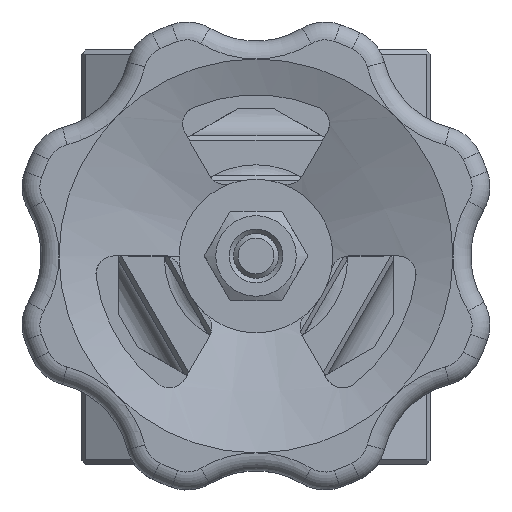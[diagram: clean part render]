
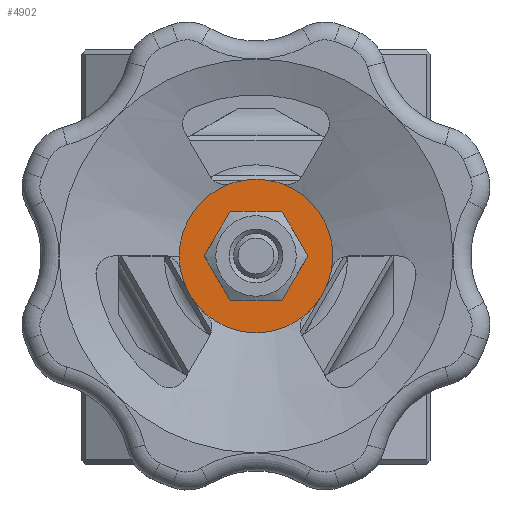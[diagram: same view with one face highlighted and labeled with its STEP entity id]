
A CAD part, top view. The second image highlights one B-rep face of the part: STEP entity #4902.
In plain terms, the highlighted face is planar.
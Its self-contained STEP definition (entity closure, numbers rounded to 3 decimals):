
#436=CIRCLE('',#5473,8.573);
#438=CIRCLE('',#5475,8.573);
#440=CIRCLE('',#5477,8.573);
#454=CIRCLE('',#5499,3.75);
#455=CIRCLE('',#5500,3.75);
#456=CIRCLE('',#5501,3.75);
#457=CIRCLE('',#5502,3.75);
#458=CIRCLE('',#5503,8.573);
#459=CIRCLE('',#5504,8.573);
#460=CIRCLE('',#5505,8.573);
#1519=ORIENTED_EDGE('',*,*,#2538,.T.);
#1520=ORIENTED_EDGE('',*,*,#2539,.T.);
#1521=ORIENTED_EDGE('',*,*,#2540,.T.);
#1522=ORIENTED_EDGE('',*,*,#2541,.T.);
#1523=ORIENTED_EDGE('',*,*,#2542,.T.);
#1524=ORIENTED_EDGE('',*,*,#2543,.T.);
#1525=ORIENTED_EDGE('',*,*,#2544,.T.);
#1526=ORIENTED_EDGE('',*,*,#2545,.T.);
#1527=ORIENTED_EDGE('',*,*,#2503,.T.);
#1528=ORIENTED_EDGE('',*,*,#2546,.T.);
#1529=ORIENTED_EDGE('',*,*,#2495,.T.);
#1530=ORIENTED_EDGE('',*,*,#2547,.T.);
#1531=ORIENTED_EDGE('',*,*,#2487,.T.);
#1532=ORIENTED_EDGE('',*,*,#2548,.T.);
#2487=EDGE_CURVE('',#3062,#3061,#436,.T.);
#2495=EDGE_CURVE('',#3070,#3069,#438,.T.);
#2503=EDGE_CURVE('',#3078,#3077,#440,.T.);
#2538=EDGE_CURVE('',#3104,#3105,#3466,.T.);
#2539=EDGE_CURVE('',#3105,#3106,#454,.T.);
#2540=EDGE_CURVE('',#3106,#3107,#3467,.T.);
#2541=EDGE_CURVE('',#3107,#3108,#455,.T.);
#2542=EDGE_CURVE('',#3108,#3109,#3468,.T.);
#2543=EDGE_CURVE('',#3109,#3110,#456,.T.);
#2544=EDGE_CURVE('',#3110,#3111,#3469,.T.);
#2545=EDGE_CURVE('',#3111,#3104,#457,.T.);
#2546=EDGE_CURVE('',#3077,#3070,#458,.T.);
#2547=EDGE_CURVE('',#3069,#3062,#459,.T.);
#2548=EDGE_CURVE('',#3061,#3078,#460,.T.);
#3061=VERTEX_POINT('',#8672);
#3062=VERTEX_POINT('',#8674);
#3069=VERTEX_POINT('',#8704);
#3070=VERTEX_POINT('',#8706);
#3077=VERTEX_POINT('',#8736);
#3078=VERTEX_POINT('',#8738);
#3104=VERTEX_POINT('',#8811);
#3105=VERTEX_POINT('',#8812);
#3106=VERTEX_POINT('',#8814);
#3107=VERTEX_POINT('',#8816);
#3108=VERTEX_POINT('',#8818);
#3109=VERTEX_POINT('',#8820);
#3110=VERTEX_POINT('',#8822);
#3111=VERTEX_POINT('',#8824);
#3466=LINE('',#8810,#3844);
#3467=LINE('',#8815,#3845);
#3468=LINE('',#8819,#3846);
#3469=LINE('',#8823,#3847);
#3844=VECTOR('',#6730,1000.);
#3845=VECTOR('',#6733,1000.);
#3846=VECTOR('',#6736,1000.);
#3847=VECTOR('',#6739,1000.);
#4123=EDGE_LOOP('',(#1519,#1520,#1521,#1522,#1523,#1524,#1525,#1526));
#4124=EDGE_LOOP('',(#1527,#1528,#1529,#1530,#1531,#1532));
#4460=FACE_BOUND('',#4123,.T.);
#4461=FACE_BOUND('',#4124,.T.);
#4700=PLANE('',#5498);
#4902=ADVANCED_FACE('',(#4460,#4461),#4700,.F.);
#5473=AXIS2_PLACEMENT_3D('',#8673,#6654,#6655);
#5475=AXIS2_PLACEMENT_3D('',#8705,#6660,#6661);
#5477=AXIS2_PLACEMENT_3D('',#8737,#6666,#6667);
#5498=AXIS2_PLACEMENT_3D('',#8809,#6728,#6729);
#5499=AXIS2_PLACEMENT_3D('',#8813,#6731,#6732);
#5500=AXIS2_PLACEMENT_3D('',#8817,#6734,#6735);
#5501=AXIS2_PLACEMENT_3D('',#8821,#6737,#6738);
#5502=AXIS2_PLACEMENT_3D('',#8825,#6740,#6741);
#5503=AXIS2_PLACEMENT_3D('',#8826,#6742,#6743);
#5504=AXIS2_PLACEMENT_3D('',#8827,#6744,#6745);
#5505=AXIS2_PLACEMENT_3D('',#8828,#6746,#6747);
#6654=DIRECTION('',(0.,-1.,0.));
#6655=DIRECTION('',(0.,0.,-1.));
#6660=DIRECTION('',(0.,-1.,0.));
#6661=DIRECTION('',(0.,0.,-1.));
#6666=DIRECTION('',(0.,-1.,0.));
#6667=DIRECTION('',(0.,0.,-1.));
#6728=DIRECTION('',(0.,1.,0.));
#6729=DIRECTION('',(0.,0.,1.));
#6730=DIRECTION('',(1.,0.,0.));
#6731=DIRECTION('',(0.,1.,0.));
#6732=DIRECTION('',(0.,0.,1.));
#6733=DIRECTION('',(0.,0.,-1.));
#6734=DIRECTION('',(0.,1.,0.));
#6735=DIRECTION('',(0.,0.,1.));
#6736=DIRECTION('',(-1.,0.,0.));
#6737=DIRECTION('',(0.,1.,0.));
#6738=DIRECTION('',(0.,0.,1.));
#6739=DIRECTION('',(0.,0.,1.));
#6740=DIRECTION('',(0.,1.,0.));
#6741=DIRECTION('',(0.,0.,1.));
#6742=DIRECTION('',(0.,-1.,0.));
#6743=DIRECTION('',(0.,0.,-1.));
#6744=DIRECTION('',(0.,-1.,0.));
#6745=DIRECTION('',(0.,0.,-1.));
#6746=DIRECTION('',(0.,-1.,0.));
#6747=DIRECTION('',(0.,0.,-1.));
#8672=CARTESIAN_POINT('',(2.804,5.,8.101));
#8673=CARTESIAN_POINT('',(0.,5.,0.));
#8674=CARTESIAN_POINT('',(8.418,5.,-1.622));
#8704=CARTESIAN_POINT('',(5.613,5.,-6.479));
#8705=CARTESIAN_POINT('',(0.,5.,0.));
#8706=CARTESIAN_POINT('',(-5.613,5.,-6.479));
#8736=CARTESIAN_POINT('',(-8.418,5.,-1.622));
#8737=CARTESIAN_POINT('',(0.,5.,0.));
#8738=CARTESIAN_POINT('',(-2.804,5.,8.101));
#8809=CARTESIAN_POINT('',(0.,5.,8.573));
#8810=CARTESIAN_POINT('',(0.,5.,3.));
#8811=CARTESIAN_POINT('',(-2.25,5.,3.));
#8812=CARTESIAN_POINT('',(2.25,5.,3.));
#8813=CARTESIAN_POINT('',(0.,5.,0.));
#8814=CARTESIAN_POINT('',(3.,5.,2.25));
#8815=CARTESIAN_POINT('',(3.,5.,8.573));
#8816=CARTESIAN_POINT('',(3.,5.,-2.25));
#8817=CARTESIAN_POINT('',(0.,5.,0.));
#8818=CARTESIAN_POINT('',(2.25,5.,-3.));
#8819=CARTESIAN_POINT('',(0.,5.,-3.));
#8820=CARTESIAN_POINT('',(-2.25,5.,-3.));
#8821=CARTESIAN_POINT('',(0.,5.,0.));
#8822=CARTESIAN_POINT('',(-3.,5.,-2.25));
#8823=CARTESIAN_POINT('',(-3.,5.,8.573));
#8824=CARTESIAN_POINT('',(-3.,5.,2.25));
#8825=CARTESIAN_POINT('',(0.,5.,0.));
#8826=CARTESIAN_POINT('',(0.,5.,0.));
#8827=CARTESIAN_POINT('',(0.,5.,0.));
#8828=CARTESIAN_POINT('',(0.,5.,0.));
